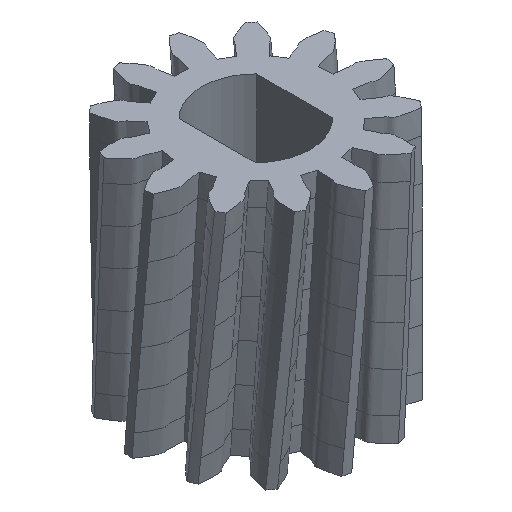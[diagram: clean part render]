
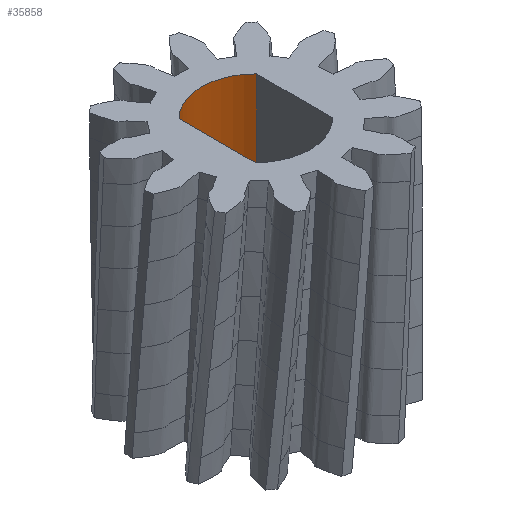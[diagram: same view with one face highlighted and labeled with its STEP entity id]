
A CAD part, isometric view. The second image highlights one B-rep face of the part: STEP entity #35858.
In plain terms, the highlighted cylindrical face has radius 1.75 mm (diameter 3.5 mm), a partial arc.
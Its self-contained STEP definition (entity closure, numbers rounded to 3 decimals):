
#45 = PLANE('',#46);
#46 = AXIS2_PLACEMENT_3D('',#47,#48,#49);
#47 = CARTESIAN_POINT('',(0.,0.,3.85));
#48 = DIRECTION('',(0.,0.,1.));
#49 = DIRECTION('',(1.,0.,0.));
#466 = PLANE('',#467);
#467 = AXIS2_PLACEMENT_3D('',#468,#469,#470);
#468 = CARTESIAN_POINT('',(0.,0.,-3.85));
#469 = DIRECTION('',(0.,0.,1.));
#470 = DIRECTION('',(1.,0.,0.));
#12919 = EDGE_CURVE('',#12920,#12922,#12924,.T.);
#12920 = VERTEX_POINT('',#12921);
#12921 = CARTESIAN_POINT('',(1.25,1.225,3.85));
#12922 = VERTEX_POINT('',#12923);
#12923 = CARTESIAN_POINT('',(-1.25,1.225,3.85));
#12924 = SURFACE_CURVE('',#12925,(#12930,#12937),.PCURVE_S1.);
#12925 = CIRCLE('',#12926,1.75);
#12926 = AXIS2_PLACEMENT_3D('',#12927,#12928,#12929);
#12927 = CARTESIAN_POINT('',(0.,0.,3.85));
#12928 = DIRECTION('',(0.,0.,1.));
#12929 = DIRECTION('',(1.,0.,-0.));
#12930 = PCURVE('',#45,#12931);
#12931 = DEFINITIONAL_REPRESENTATION('',(#12932),#12936);
#12932 = CIRCLE('',#12933,1.75);
#12933 = AXIS2_PLACEMENT_2D('',#12934,#12935);
#12934 = CARTESIAN_POINT('',(0.,0.));
#12935 = DIRECTION('',(1.,0.));
#12936 = ( GEOMETRIC_REPRESENTATION_CONTEXT(2) 
PARAMETRIC_REPRESENTATION_CONTEXT() REPRESENTATION_CONTEXT('2D SPACE',''
  ) );
#12937 = PCURVE('',#12938,#12943);
#12938 = CYLINDRICAL_SURFACE('',#12939,1.75);
#12939 = AXIS2_PLACEMENT_3D('',#12940,#12941,#12942);
#12940 = CARTESIAN_POINT('',(0.,0.,-4.35));
#12941 = DIRECTION('',(0.,0.,1.));
#12942 = DIRECTION('',(1.,0.,0.));
#12943 = DEFINITIONAL_REPRESENTATION('',(#12944),#12948);
#12944 = LINE('',#12945,#12946);
#12945 = CARTESIAN_POINT('',(0.,8.2));
#12946 = VECTOR('',#12947,1.);
#12947 = DIRECTION('',(1.,0.));
#12948 = ( GEOMETRIC_REPRESENTATION_CONTEXT(2) 
PARAMETRIC_REPRESENTATION_CONTEXT() REPRESENTATION_CONTEXT('2D SPACE',''
  ) );
#12966 = PLANE('',#12967);
#12967 = AXIS2_PLACEMENT_3D('',#12968,#12969,#12970);
#12968 = CARTESIAN_POINT('',(1.25,-1.225,-3.85));
#12969 = DIRECTION('',(1.,0.,0.));
#12970 = DIRECTION('',(0.,0.,1.));
#13021 = PLANE('',#13022);
#13022 = AXIS2_PLACEMENT_3D('',#13023,#13024,#13025);
#13023 = CARTESIAN_POINT('',(-1.25,-1.225,-3.85));
#13024 = DIRECTION('',(1.,0.,0.));
#13025 = DIRECTION('',(0.,0.,1.));
#25444 = EDGE_CURVE('',#25445,#25447,#25449,.T.);
#25445 = VERTEX_POINT('',#25446);
#25446 = CARTESIAN_POINT('',(1.25,1.225,-3.85));
#25447 = VERTEX_POINT('',#25448);
#25448 = CARTESIAN_POINT('',(-1.25,1.225,-3.85));
#25449 = SURFACE_CURVE('',#25450,(#25455,#25462),.PCURVE_S1.);
#25450 = CIRCLE('',#25451,1.75);
#25451 = AXIS2_PLACEMENT_3D('',#25452,#25453,#25454);
#25452 = CARTESIAN_POINT('',(0.,0.,-3.85));
#25453 = DIRECTION('',(0.,0.,1.));
#25454 = DIRECTION('',(1.,0.,-0.));
#25455 = PCURVE('',#466,#25456);
#25456 = DEFINITIONAL_REPRESENTATION('',(#25457),#25461);
#25457 = CIRCLE('',#25458,1.75);
#25458 = AXIS2_PLACEMENT_2D('',#25459,#25460);
#25459 = CARTESIAN_POINT('',(0.,0.));
#25460 = DIRECTION('',(1.,0.));
#25461 = ( GEOMETRIC_REPRESENTATION_CONTEXT(2) 
PARAMETRIC_REPRESENTATION_CONTEXT() REPRESENTATION_CONTEXT('2D SPACE',''
  ) );
#25462 = PCURVE('',#12938,#25463);
#25463 = DEFINITIONAL_REPRESENTATION('',(#25464),#25468);
#25464 = LINE('',#25465,#25466);
#25465 = CARTESIAN_POINT('',(0.,0.5));
#25466 = VECTOR('',#25467,1.);
#25467 = DIRECTION('',(1.,0.));
#25468 = ( GEOMETRIC_REPRESENTATION_CONTEXT(2) 
PARAMETRIC_REPRESENTATION_CONTEXT() REPRESENTATION_CONTEXT('2D SPACE',''
  ) );
#35858 = ADVANCED_FACE('',(#35859),#12938,.F.);
#35859 = FACE_BOUND('',#35860,.F.);
#35860 = EDGE_LOOP('',(#35861,#35862,#35883,#35884));
#35861 = ORIENTED_EDGE('',*,*,#12919,.F.);
#35862 = ORIENTED_EDGE('',*,*,#35863,.F.);
#35863 = EDGE_CURVE('',#25445,#12920,#35864,.T.);
#35864 = SURFACE_CURVE('',#35865,(#35869,#35876),.PCURVE_S1.);
#35865 = LINE('',#35866,#35867);
#35866 = CARTESIAN_POINT('',(1.25,1.225,-3.85));
#35867 = VECTOR('',#35868,1.);
#35868 = DIRECTION('',(0.,0.,1.));
#35869 = PCURVE('',#12938,#35870);
#35870 = DEFINITIONAL_REPRESENTATION('',(#35871),#35875);
#35871 = LINE('',#35872,#35873);
#35872 = CARTESIAN_POINT('',(0.775,0.5));
#35873 = VECTOR('',#35874,1.);
#35874 = DIRECTION('',(0.,1.));
#35875 = ( GEOMETRIC_REPRESENTATION_CONTEXT(2) 
PARAMETRIC_REPRESENTATION_CONTEXT() REPRESENTATION_CONTEXT('2D SPACE',''
  ) );
#35876 = PCURVE('',#12966,#35877);
#35877 = DEFINITIONAL_REPRESENTATION('',(#35878),#35882);
#35878 = LINE('',#35879,#35880);
#35879 = CARTESIAN_POINT('',(0.,-2.449));
#35880 = VECTOR('',#35881,1.);
#35881 = DIRECTION('',(1.,0.));
#35882 = ( GEOMETRIC_REPRESENTATION_CONTEXT(2) 
PARAMETRIC_REPRESENTATION_CONTEXT() REPRESENTATION_CONTEXT('2D SPACE',''
  ) );
#35883 = ORIENTED_EDGE('',*,*,#25444,.T.);
#35884 = ORIENTED_EDGE('',*,*,#35885,.T.);
#35885 = EDGE_CURVE('',#25447,#12922,#35886,.T.);
#35886 = SURFACE_CURVE('',#35887,(#35891,#35898),.PCURVE_S1.);
#35887 = LINE('',#35888,#35889);
#35888 = CARTESIAN_POINT('',(-1.25,1.225,-3.85));
#35889 = VECTOR('',#35890,1.);
#35890 = DIRECTION('',(0.,0.,1.));
#35891 = PCURVE('',#12938,#35892);
#35892 = DEFINITIONAL_REPRESENTATION('',(#35893),#35897);
#35893 = LINE('',#35894,#35895);
#35894 = CARTESIAN_POINT('',(2.366,0.5));
#35895 = VECTOR('',#35896,1.);
#35896 = DIRECTION('',(0.,1.));
#35897 = ( GEOMETRIC_REPRESENTATION_CONTEXT(2) 
PARAMETRIC_REPRESENTATION_CONTEXT() REPRESENTATION_CONTEXT('2D SPACE',''
  ) );
#35898 = PCURVE('',#13021,#35899);
#35899 = DEFINITIONAL_REPRESENTATION('',(#35900),#35904);
#35900 = LINE('',#35901,#35902);
#35901 = CARTESIAN_POINT('',(0.,-2.449));
#35902 = VECTOR('',#35903,1.);
#35903 = DIRECTION('',(1.,0.));
#35904 = ( GEOMETRIC_REPRESENTATION_CONTEXT(2) 
PARAMETRIC_REPRESENTATION_CONTEXT() REPRESENTATION_CONTEXT('2D SPACE',''
  ) );
